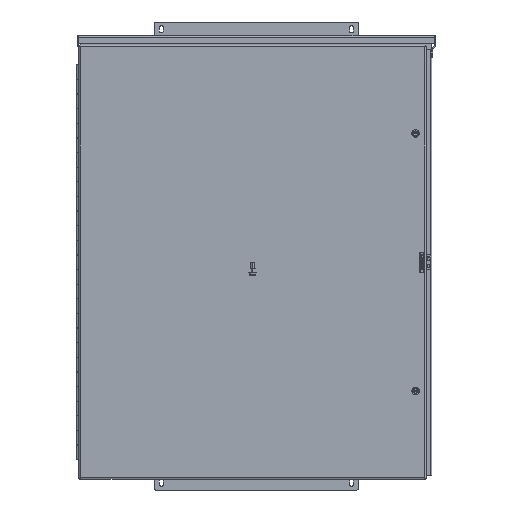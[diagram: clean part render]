
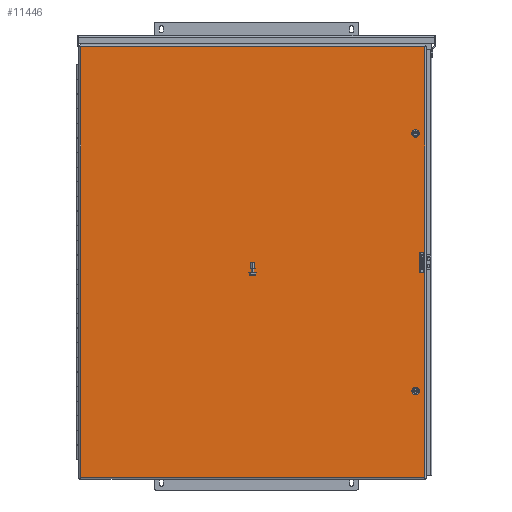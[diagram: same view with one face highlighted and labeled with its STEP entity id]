
A CAD part, front view. The second image highlights one B-rep face of the part: STEP entity #11446.
In plain terms, the highlighted planar face has unit normal (0, -1, 0).
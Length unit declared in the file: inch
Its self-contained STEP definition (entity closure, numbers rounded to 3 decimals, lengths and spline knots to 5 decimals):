
#175 = CIRCLE ( 'NONE', #28280, 0.133 ) ;
#202 = LINE ( 'NONE', #2443, #5182 ) ;
#239 = DIRECTION ( 'NONE',  ( -1., 0., 0. ) ) ;
#408 = VECTOR ( 'NONE', #6879, 39.37008 ) ;
#619 = VERTEX_POINT ( 'NONE', #5067 ) ;
#1048 = EDGE_CURVE ( 'NONE', #11055, #1243, #3864, .T. ) ;
#1158 = LINE ( 'NONE', #10395, #27902 ) ;
#1243 = VERTEX_POINT ( 'NONE', #10216 ) ;
#1490 = DIRECTION ( 'NONE',  ( -1., 0., 0. ) ) ;
#1577 = ORIENTED_EDGE ( 'NONE', *, *, #1754, .T. ) ;
#1657 = DIRECTION ( 'NONE',  ( 0., 0., 1. ) ) ;
#1754 = EDGE_CURVE ( 'NONE', #8548, #9394, #175, .T. ) ;
#1950 = DIRECTION ( 'NONE',  ( 1., 0., 0. ) ) ;
#2443 = CARTESIAN_POINT ( 'NONE',  ( 11.45975, -8.172, -1.116 ) ) ;
#2448 = DIRECTION ( 'NONE',  ( 0., 0., 1. ) ) ;
#3495 = AXIS2_PLACEMENT_3D ( 'NONE', #27938, #7936, #14361 ) ;
#3864 = LINE ( 'NONE', #21939, #21603 ) ;
#4097 = ORIENTED_EDGE ( 'NONE', *, *, #5722, .T. ) ;
#4102 = ORIENTED_EDGE ( 'NONE', *, *, #13769, .T. ) ;
#4443 = DIRECTION ( 'NONE',  ( 0., 1., 0. ) ) ;
#4799 = CARTESIAN_POINT ( 'NONE',  ( -12.026, -8.172, -15.163 ) ) ;
#5067 = CARTESIAN_POINT ( 'NONE',  ( -12.026, -8.172, 14.306 ) ) ;
#5182 = VECTOR ( 'NONE', #27949, 39.37008 ) ;
#5227 = VECTOR ( 'NONE', #25418, 39.37008 ) ;
#5722 = EDGE_CURVE ( 'NONE', #18000, #14242, #7215, .T. ) ;
#5858 = DIRECTION ( 'NONE',  ( 1., 0., 0. ) ) ;
#6051 = VERTEX_POINT ( 'NONE', #25534 ) ;
#6594 = CIRCLE ( 'NONE', #13270, 0.133 ) ;
#6682 = DIRECTION ( 'NONE',  ( 1., 0., 0. ) ) ;
#6733 = EDGE_CURVE ( 'NONE', #14242, #26797, #22305, .T. ) ;
#6759 = EDGE_CURVE ( 'NONE', #9394, #8548, #25292, .T. ) ;
#6879 = DIRECTION ( 'NONE',  ( 0., 0., -1. ) ) ;
#7115 = EDGE_LOOP ( 'NONE', ( #21147, #8323, #24552, #4102 ) ) ;
#7215 = LINE ( 'NONE', #16310, #5227 ) ;
#7565 = EDGE_LOOP ( 'NONE', ( #19650, #13440, #4097, #16402 ) ) ;
#7644 = EDGE_LOOP ( 'NONE', ( #15018, #25779 ) ) ;
#7656 = CARTESIAN_POINT ( 'NONE',  ( 10.751, -8.172, -9.241 ) ) ;
#7936 = DIRECTION ( 'NONE',  ( 0., -1., 0. ) ) ;
#8323 = ORIENTED_EDGE ( 'NONE', *, *, #1048, .T. ) ;
#8331 = CARTESIAN_POINT ( 'NONE',  ( 10.884, -8.172, 8.384 ) ) ;
#8380 = DIRECTION ( 'NONE',  ( 0., 1., 0. ) ) ;
#8548 = VERTEX_POINT ( 'NONE', #7656 ) ;
#8553 = EDGE_LOOP ( 'NONE', ( #19721, #1577 ) ) ;
#8855 = DIRECTION ( 'NONE',  ( 1., 0., 0. ) ) ;
#9278 = EDGE_CURVE ( 'NONE', #12247, #11108, #22458, .T. ) ;
#9394 = VERTEX_POINT ( 'NONE', #23400 ) ;
#9581 = AXIS2_PLACEMENT_3D ( 'NONE', #8331, #4443, #6682 ) ;
#10216 = CARTESIAN_POINT ( 'NONE',  ( 11.14725, -8.172, -1.116 ) ) ;
#10395 = CARTESIAN_POINT ( 'NONE',  ( 11.45975, -8.172, 0.259 ) ) ;
#11055 = VERTEX_POINT ( 'NONE', #22141 ) ;
#11108 = VERTEX_POINT ( 'NONE', #26625 ) ;
#11203 = DIRECTION ( 'NONE',  ( 0., 1., 0. ) ) ;
#11446 = ADVANCED_FACE ( 'NONE', ( #19291, #23784, #25709, #18841 ), #28386, .T. ) ;
#11631 = EDGE_CURVE ( 'NONE', #1243, #14768, #24353, .T. ) ;
#12247 = VERTEX_POINT ( 'NONE', #16515 ) ;
#12441 = AXIS2_PLACEMENT_3D ( 'NONE', #29170, #17819, #8855 ) ;
#13013 = CARTESIAN_POINT ( 'NONE',  ( 10.884, -8.172, 8.384 ) ) ;
#13270 = AXIS2_PLACEMENT_3D ( 'NONE', #13013, #8380, #5858 ) ;
#13440 = ORIENTED_EDGE ( 'NONE', *, *, #23970, .T. ) ;
#13592 = CARTESIAN_POINT ( 'NONE',  ( 10.884, -8.172, -9.241 ) ) ;
#13769 = EDGE_CURVE ( 'NONE', #14768, #6051, #1158, .T. ) ;
#14242 = VERTEX_POINT ( 'NONE', #20057 ) ;
#14361 = DIRECTION ( 'NONE',  ( 1., 0., 0. ) ) ;
#14768 = VERTEX_POINT ( 'NONE', #20130 ) ;
#15018 = ORIENTED_EDGE ( 'NONE', *, *, #9278, .T. ) ;
#16310 = CARTESIAN_POINT ( 'NONE',  ( 11.508, -8.172, -15.163 ) ) ;
#16402 = ORIENTED_EDGE ( 'NONE', *, *, #6733, .T. ) ;
#16486 = LINE ( 'NONE', #20683, #20388 ) ;
#16515 = CARTESIAN_POINT ( 'NONE',  ( 11.017, -8.172, 8.384 ) ) ;
#17819 = DIRECTION ( 'NONE',  ( 0., 1., 0. ) ) ;
#18000 = VERTEX_POINT ( 'NONE', #19199 ) ;
#18841 = FACE_BOUND ( 'NONE', #8553, .T. ) ;
#19199 = CARTESIAN_POINT ( 'NONE',  ( -12.026, -8.172, -15.163 ) ) ;
#19286 = VECTOR ( 'NONE', #1657, 39.37008 ) ;
#19291 = FACE_OUTER_BOUND ( 'NONE', #7565, .T. ) ;
#19650 = ORIENTED_EDGE ( 'NONE', *, *, #20171, .T. ) ;
#19721 = ORIENTED_EDGE ( 'NONE', *, *, #6759, .T. ) ;
#20057 = CARTESIAN_POINT ( 'NONE',  ( 11.508, -8.172, -15.163 ) ) ;
#20130 = CARTESIAN_POINT ( 'NONE',  ( 11.14725, -8.172, 0.259 ) ) ;
#20171 = EDGE_CURVE ( 'NONE', #26797, #619, #16486, .T. ) ;
#20388 = VECTOR ( 'NONE', #239, 39.37008 ) ;
#20583 = EDGE_CURVE ( 'NONE', #6051, #11055, #202, .T. ) ;
#20683 = CARTESIAN_POINT ( 'NONE',  ( 11.508, -8.172, 14.306 ) ) ;
#20764 = CARTESIAN_POINT ( 'NONE',  ( 11.508, -8.172, 14.306 ) ) ;
#21147 = ORIENTED_EDGE ( 'NONE', *, *, #20583, .T. ) ;
#21159 = DIRECTION ( 'NONE',  ( 1., 0., 0. ) ) ;
#21603 = VECTOR ( 'NONE', #1490, 39.37008 ) ;
#21939 = CARTESIAN_POINT ( 'NONE',  ( 11.14725, -8.172, -1.116 ) ) ;
#22109 = CARTESIAN_POINT ( 'NONE',  ( 11.14725, -8.172, 0.259 ) ) ;
#22141 = CARTESIAN_POINT ( 'NONE',  ( 11.45975, -8.172, -1.116 ) ) ;
#22305 = LINE ( 'NONE', #22901, #27168 ) ;
#22458 = CIRCLE ( 'NONE', #9581, 0.133 ) ;
#22901 = CARTESIAN_POINT ( 'NONE',  ( 11.508, -8.172, -15.163 ) ) ;
#23400 = CARTESIAN_POINT ( 'NONE',  ( 11.017, -8.172, -9.241 ) ) ;
#23784 = FACE_BOUND ( 'NONE', #7644, .T. ) ;
#23903 = EDGE_CURVE ( 'NONE', #11108, #12247, #6594, .T. ) ;
#23970 = EDGE_CURVE ( 'NONE', #619, #18000, #25238, .T. ) ;
#24353 = LINE ( 'NONE', #22109, #19286 ) ;
#24552 = ORIENTED_EDGE ( 'NONE', *, *, #11631, .T. ) ;
#25238 = LINE ( 'NONE', #4799, #408 ) ;
#25292 = CIRCLE ( 'NONE', #12441, 0.133 ) ;
#25418 = DIRECTION ( 'NONE',  ( 1., 0., 0. ) ) ;
#25534 = CARTESIAN_POINT ( 'NONE',  ( 11.45975, -8.172, 0.259 ) ) ;
#25709 = FACE_BOUND ( 'NONE', #7115, .T. ) ;
#25779 = ORIENTED_EDGE ( 'NONE', *, *, #23903, .T. ) ;
#26625 = CARTESIAN_POINT ( 'NONE',  ( 10.751, -8.172, 8.384 ) ) ;
#26797 = VERTEX_POINT ( 'NONE', #20764 ) ;
#27168 = VECTOR ( 'NONE', #2448, 39.37008 ) ;
#27902 = VECTOR ( 'NONE', #21159, 39.37008 ) ;
#27938 = CARTESIAN_POINT ( 'NONE',  ( 11.508, -8.172, -15.163 ) ) ;
#27949 = DIRECTION ( 'NONE',  ( 0., 0., -1. ) ) ;
#28280 = AXIS2_PLACEMENT_3D ( 'NONE', #13592, #11203, #1950 ) ;
#28386 = PLANE ( 'NONE',  #3495 ) ;
#29170 = CARTESIAN_POINT ( 'NONE',  ( 10.884, -8.172, -9.241 ) ) ;
